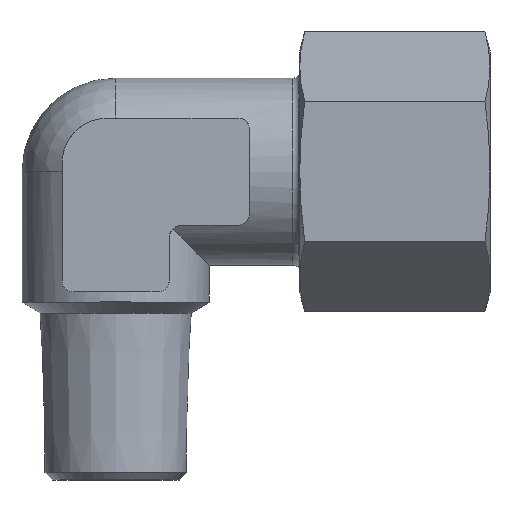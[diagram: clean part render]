
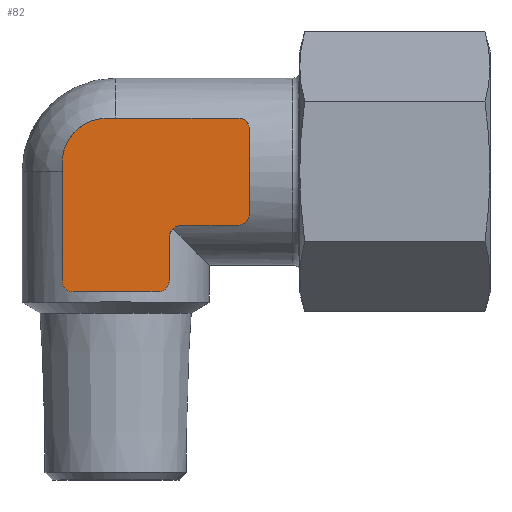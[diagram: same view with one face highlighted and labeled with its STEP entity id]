
A CAD part, top view. The second image highlights one B-rep face of the part: STEP entity #82.
In plain terms, the highlighted planar face has unit normal (0, 0, 1).
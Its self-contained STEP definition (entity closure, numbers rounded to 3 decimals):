
#82 = ADVANCED_FACE( '', ( #158 ), #159, .T. );
#158 = FACE_OUTER_BOUND( '', #309, .T. );
#159 = PLANE( '', #310 );
#309 = EDGE_LOOP( '', ( #518, #519, #520, #521, #522, #523, #524, #525, #526, #527, #528, #529, #530, #531 ) );
#310 = AXIS2_PLACEMENT_3D( '', #532, #533, #534 );
#518 = ORIENTED_EDGE( '', *, *, #987, .T. );
#519 = ORIENTED_EDGE( '', *, *, #988, .T. );
#520 = ORIENTED_EDGE( '', *, *, #989, .T. );
#521 = ORIENTED_EDGE( '', *, *, #990, .T. );
#522 = ORIENTED_EDGE( '', *, *, #945, .F. );
#523 = ORIENTED_EDGE( '', *, *, #991, .T. );
#524 = ORIENTED_EDGE( '', *, *, #965, .T. );
#525 = ORIENTED_EDGE( '', *, *, #992, .T. );
#526 = ORIENTED_EDGE( '', *, *, #993, .T. );
#527 = ORIENTED_EDGE( '', *, *, #970, .T. );
#528 = ORIENTED_EDGE( '', *, *, #973, .T. );
#529 = ORIENTED_EDGE( '', *, *, #994, .T. );
#530 = ORIENTED_EDGE( '', *, *, #995, .T. );
#531 = ORIENTED_EDGE( '', *, *, #996, .T. );
#532 = CARTESIAN_POINT( '', ( -0.74, 0.74, 8.5 ) );
#533 = DIRECTION( '', ( 0., 0., 1. ) );
#534 = DIRECTION( '', ( 1., 0., 0. ) );
#945 = EDGE_CURVE( '', #1095, #1097, #1098, .T. );
#965 = EDGE_CURVE( '', #1131, #1133, #1135, .T. );
#970 = EDGE_CURVE( '', #1139, #1141, #1143, .T. );
#973 = EDGE_CURVE( '', #1141, #1146, #1148, .T. );
#987 = EDGE_CURVE( '', #1174, #1175, #1176, .T. );
#988 = EDGE_CURVE( '', #1175, #1177, #1178, .T. );
#989 = EDGE_CURVE( '', #1177, #1179, #1180, .T. );
#990 = EDGE_CURVE( '', #1179, #1097, #1181, .T. );
#991 = EDGE_CURVE( '', #1095, #1131, #1182, .T. );
#992 = EDGE_CURVE( '', #1133, #1126, #1183, .T. );
#993 = EDGE_CURVE( '', #1126, #1139, #1184, .T. );
#994 = EDGE_CURVE( '', #1146, #1185, #1186, .T. );
#995 = EDGE_CURVE( '', #1185, #1187, #1188, .T. );
#996 = EDGE_CURVE( '', #1187, #1174, #1189, .T. );
#1095 = VERTEX_POINT( '', #1355 );
#1097 = VERTEX_POINT( '', #1358 );
#1098 = CIRCLE( '', #1359, 1.236 );
#1126 = VERTEX_POINT( '', #1426 );
#1131 = VERTEX_POINT( '', #1440 );
#1133 = VERTEX_POINT( '', #1443 );
#1135 = CIRCLE( '', #1446, 1. );
#1139 = VERTEX_POINT( '', #1452 );
#1141 = VERTEX_POINT( '', #1455 );
#1143 = CIRCLE( '', #1458, 1. );
#1146 = VERTEX_POINT( '', #1461 );
#1148 = LINE( '', #1464, #1465 );
#1174 = VERTEX_POINT( '', #1498 );
#1175 = VERTEX_POINT( '', #1499 );
#1176 = LINE( '', #1500, #1501 );
#1177 = VERTEX_POINT( '', #1502 );
#1178 = LINE( '', #1503, #1504 );
#1179 = VERTEX_POINT( '', #1505 );
#1180 = CIRCLE( '', #1506, 1. );
#1181 = LINE( '', #1507, #1508 );
#1182 = LINE( '', #1509, #1510 );
#1183 = LINE( '', #1511, #1512 );
#1184 = LINE( '', #1513, #1514 );
#1185 = VERTEX_POINT( '', #1515 );
#1186 = CIRCLE( '', #1516, 4.117 );
#1187 = VERTEX_POINT( '', #1517 );
#1188 = LINE( '', #1518, #1519 );
#1189 = CIRCLE( '', #1520, 1. );
#1355 = CARTESIAN_POINT( '', ( 6.093, -4.857, 8.5 ) );
#1358 = CARTESIAN_POINT( '', ( 4.857, -6.093, 8.5 ) );
#1359 = AXIS2_PLACEMENT_3D( '', #1920, #1921, #1922 );
#1426 = CARTESIAN_POINT( '', ( 12.143, 0., 8.5 ) );
#1440 = CARTESIAN_POINT( '', ( 11.143, -4.857, 8.5 ) );
#1443 = CARTESIAN_POINT( '', ( 12.143, -3.857, 8.5 ) );
#1446 = AXIS2_PLACEMENT_3D( '', #1951, #1952, #1953 );
#1452 = CARTESIAN_POINT( '', ( 12.143, 3.857, 8.5 ) );
#1455 = CARTESIAN_POINT( '', ( 11.143, 4.857, 8.5 ) );
#1458 = AXIS2_PLACEMENT_3D( '', #1958, #1959, #1960 );
#1461 = CARTESIAN_POINT( '', ( -0.74, 4.857, 8.5 ) );
#1464 = CARTESIAN_POINT( '', ( 11.143, 4.857, 8.5 ) );
#1465 = VECTOR( '', #1965, 1000. );
#1498 = CARTESIAN_POINT( '', ( -3.857, -10.929, 8.5 ) );
#1499 = CARTESIAN_POINT( '', ( 0., -10.929, 8.5 ) );
#1500 = CARTESIAN_POINT( '', ( -3.857, -10.929, 8.5 ) );
#1501 = VECTOR( '', #1991, 1000. );
#1502 = CARTESIAN_POINT( '', ( 3.857, -10.929, 8.5 ) );
#1503 = CARTESIAN_POINT( '', ( -3.857, -10.929, 8.5 ) );
#1504 = VECTOR( '', #1992, 1000. );
#1505 = CARTESIAN_POINT( '', ( 4.857, -9.929, 8.5 ) );
#1506 = AXIS2_PLACEMENT_3D( '', #1993, #1994, #1995 );
#1507 = CARTESIAN_POINT( '', ( 4.857, -9.929, 8.5 ) );
#1508 = VECTOR( '', #1996, 1000. );
#1509 = CARTESIAN_POINT( '', ( 6.093, -4.857, 8.5 ) );
#1510 = VECTOR( '', #1997, 1000. );
#1511 = CARTESIAN_POINT( '', ( 12.143, -3.857, 8.5 ) );
#1512 = VECTOR( '', #1998, 1000. );
#1513 = CARTESIAN_POINT( '', ( 12.143, -3.857, 8.5 ) );
#1514 = VECTOR( '', #1999, 1000. );
#1515 = CARTESIAN_POINT( '', ( -4.857, 0.74, 8.5 ) );
#1516 = AXIS2_PLACEMENT_3D( '', #2000, #2001, #2002 );
#1517 = CARTESIAN_POINT( '', ( -4.857, -9.929, 8.5 ) );
#1518 = CARTESIAN_POINT( '', ( -4.857, 0.74, 8.5 ) );
#1519 = VECTOR( '', #2003, 1000. );
#1520 = AXIS2_PLACEMENT_3D( '', #2004, #2005, #2006 );
#1920 = CARTESIAN_POINT( '', ( 6.093, -6.093, 8.5 ) );
#1921 = DIRECTION( '', ( 0., 0., 1. ) );
#1922 = DIRECTION( '', ( 1., 0., 0. ) );
#1951 = CARTESIAN_POINT( '', ( 11.143, -3.857, 8.5 ) );
#1952 = DIRECTION( '', ( 0., 0., 1. ) );
#1953 = DIRECTION( '', ( 1., 0., 0. ) );
#1958 = CARTESIAN_POINT( '', ( 11.143, 3.857, 8.5 ) );
#1959 = DIRECTION( '', ( 0., 0., 1. ) );
#1960 = DIRECTION( '', ( 1., 0., 0. ) );
#1965 = DIRECTION( '', ( -1., 0., 0. ) );
#1991 = DIRECTION( '', ( 1., 0., 0. ) );
#1992 = DIRECTION( '', ( 1., 0., 0. ) );
#1993 = CARTESIAN_POINT( '', ( 3.857, -9.929, 8.5 ) );
#1994 = DIRECTION( '', ( 0., 0., 1. ) );
#1995 = DIRECTION( '', ( 1., 0., 0. ) );
#1996 = DIRECTION( '', ( 0., 1., 0. ) );
#1997 = DIRECTION( '', ( 1., 0., 0. ) );
#1998 = DIRECTION( '', ( 0., 1., 0. ) );
#1999 = DIRECTION( '', ( 0., 1., 0. ) );
#2000 = CARTESIAN_POINT( '', ( -0.74, 0.74, 8.5 ) );
#2001 = DIRECTION( '', ( 0., 0., 1. ) );
#2002 = DIRECTION( '', ( 1., 0., 0. ) );
#2003 = DIRECTION( '', ( 0., -1., 0. ) );
#2004 = CARTESIAN_POINT( '', ( -3.857, -9.929, 8.5 ) );
#2005 = DIRECTION( '', ( 0., 0., 1. ) );
#2006 = DIRECTION( '', ( 1., 0., 0. ) );
